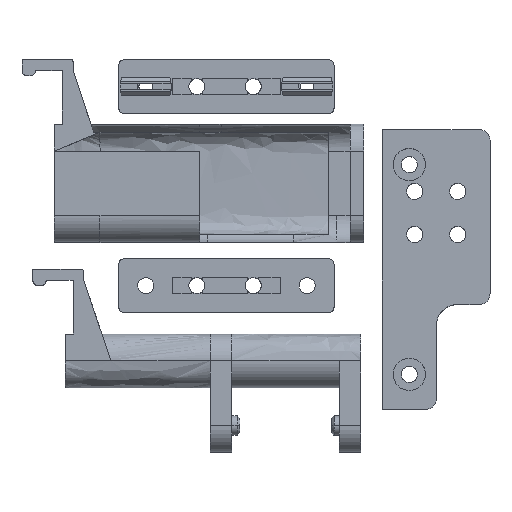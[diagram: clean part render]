
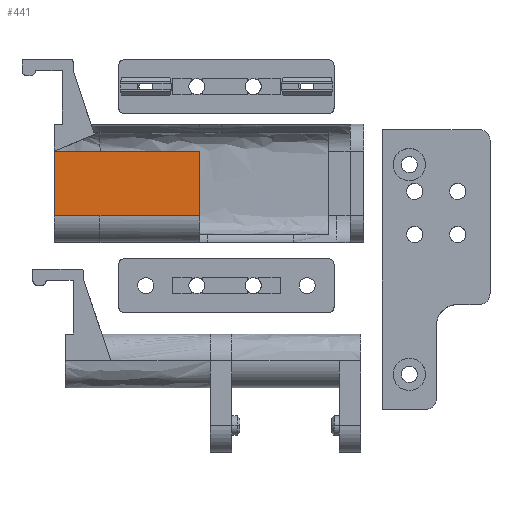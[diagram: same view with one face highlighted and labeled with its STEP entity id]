
A CAD part, top view. The second image highlights one B-rep face of the part: STEP entity #441.
In plain terms, the highlighted planar face has unit normal (0, 0, 1).
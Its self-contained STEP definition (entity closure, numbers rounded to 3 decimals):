
#441=ADVANCED_FACE('',(#788),#6184,.T.);
#788=FACE_OUTER_BOUND('',#1178,.T.);
#1178=EDGE_LOOP('',(#3100,#3101,#3102,#3103,#3104));
#3100=ORIENTED_EDGE('',*,*,#4159,.T.);
#3101=ORIENTED_EDGE('',*,*,#4181,.T.);
#3102=ORIENTED_EDGE('',*,*,#4058,.F.);
#3103=ORIENTED_EDGE('',*,*,#4057,.T.);
#3104=ORIENTED_EDGE('',*,*,#4122,.T.);
#4057=EDGE_CURVE('',#5773,#5771,#5118,.T.);
#4058=EDGE_CURVE('',#5773,#5774,#5119,.T.);
#4122=EDGE_CURVE('',#5771,#5836,#5164,.T.);
#4159=EDGE_CURVE('',#5836,#5843,#5184,.T.);
#4181=EDGE_CURVE('',#5843,#5774,#5198,.T.);
#5118=B_SPLINE_CURVE_WITH_KNOTS('',1,(#16370,#16371),.UNSPECIFIED.,.F.,
 .F.,(2,2),(-8.5,0.),.UNSPECIFIED.);
#5119=B_SPLINE_CURVE_WITH_KNOTS('',1,(#16372,#16373),.UNSPECIFIED.,.F.,
 .F.,(2,2),(0.,12.),.UNSPECIFIED.);
#5164=B_SPLINE_CURVE_WITH_KNOTS('',1,(#16579,#16580),.UNSPECIFIED.,.F.,
 .F.,(2,2),(0.,18.5),.UNSPECIFIED.);
#5184=B_SPLINE_CURVE_WITH_KNOTS('',1,(#16687,#16688,#16689,#16690),
 .UNSPECIFIED.,.F.,.F.,(2,1,1,2),(0.,5.,7.,12.),.UNSPECIFIED.);
#5198=B_SPLINE_CURVE_WITH_KNOTS('',1,(#16751,#16752,#16753),
 .UNSPECIFIED.,.F.,.F.,(2,1,2),(-18.5,0.,8.5),.UNSPECIFIED.);
#5771=VERTEX_POINT('',#16264);
#5773=VERTEX_POINT('',#16266);
#5774=VERTEX_POINT('',#16267);
#5836=VERTEX_POINT('',#16329);
#5843=VERTEX_POINT('',#16336);
#6184=PLANE('',#6347);
#6347=AXIS2_PLACEMENT_3D('',#15847,#6493,$);
#6493=DIRECTION('',(0.,0.,1.));
#15847=CARTESIAN_POINT('',(30.5,22.,20.));
#16264=CARTESIAN_POINT('',(-18.5,10.,20.));
#16266=CARTESIAN_POINT('',(-27.,10.,20.));
#16267=CARTESIAN_POINT('',(-27.,22.,20.));
#16329=CARTESIAN_POINT('',(0.,10.,20.));
#16336=CARTESIAN_POINT('',(0.,22.,20.));
#16370=CARTESIAN_POINT('',(-27.,10.,20.));
#16371=CARTESIAN_POINT('',(-18.5,10.,20.));
#16372=CARTESIAN_POINT('',(-27.,10.,20.));
#16373=CARTESIAN_POINT('',(-27.,22.,20.));
#16579=CARTESIAN_POINT('',(-18.5,10.,20.));
#16580=CARTESIAN_POINT('',(0.,10.,20.));
#16687=CARTESIAN_POINT('',(0.,10.,20.));
#16688=CARTESIAN_POINT('',(0.,15.,20.));
#16689=CARTESIAN_POINT('',(0.,17.,20.));
#16690=CARTESIAN_POINT('',(0.,22.,20.));
#16751=CARTESIAN_POINT('',(0.,22.,20.));
#16752=CARTESIAN_POINT('',(-18.5,22.,20.));
#16753=CARTESIAN_POINT('',(-27.,22.,20.));
